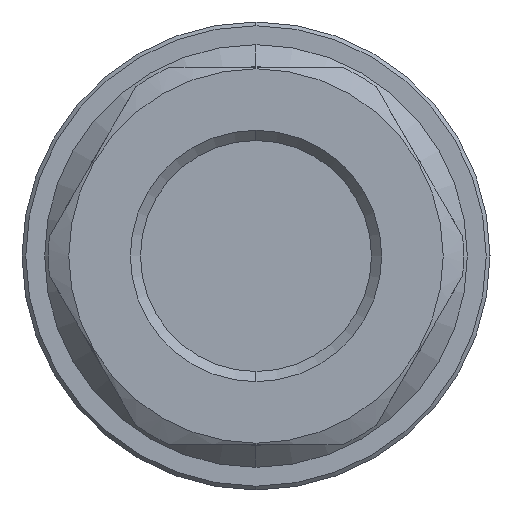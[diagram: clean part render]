
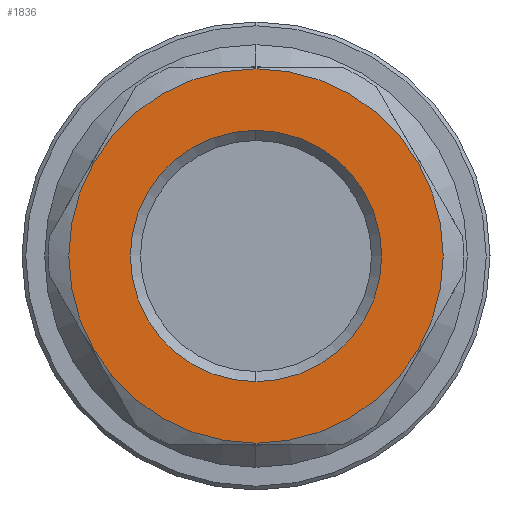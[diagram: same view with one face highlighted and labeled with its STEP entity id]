
A CAD part, left-side view. The second image highlights one B-rep face of the part: STEP entity #1836.
In plain terms, the highlighted planar face has unit normal (-1, 0, 0).
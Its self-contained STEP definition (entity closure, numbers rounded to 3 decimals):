
#213 = CARTESIAN_POINT ( 'NONE',  ( 0., 0., -24.8 ) ) ;
#214 = CARTESIAN_POINT ( 'NONE',  ( 0., 0., 24.8 ) ) ;
#229 = CARTESIAN_POINT ( 'NONE',  ( 0., 0., -16.65 ) ) ;
#230 = CARTESIAN_POINT ( 'NONE',  ( 0., 0., 16.65 ) ) ;
#402 = CIRCLE ( 'NONE', #3080, 16.65 ) ;
#404 = CIRCLE ( 'NONE', #3082, 24.8 ) ;
#1560 = PLANE ( 'NONE',  #3743 ) ;
#1561 = CARTESIAN_POINT ( 'NONE',  ( 0., 24.8, 0. ) ) ;
#1562 = DIRECTION ( 'NONE',  ( -1., 0., 0. ) ) ;
#1563 = DIRECTION ( 'NONE',  ( 0., 0., 1. ) ) ;
#1836 = ADVANCED_FACE ( 'NONE', ( #6390, #6391 ), #1560, .T. ) ;
#2078 = VERTEX_POINT ( 'NONE', #213 ) ;
#2079 = VERTEX_POINT ( 'NONE', #214 ) ;
#2094 = VERTEX_POINT ( 'NONE', #229 ) ;
#2095 = VERTEX_POINT ( 'NONE', #230 ) ;
#3026 = AXIS2_PLACEMENT_3D ( 'NONE', #8772, #8773, #8774 ) ;
#3036 = AXIS2_PLACEMENT_3D ( 'NONE', #8850, #8851, #8852 ) ;
#3080 = AXIS2_PLACEMENT_3D ( 'NONE', #7275, #7276, #7277 ) ;
#3082 = AXIS2_PLACEMENT_3D ( 'NONE', #7281, #7282, #7283 ) ;
#3486 = EDGE_CURVE ( 'NONE', #2078, #2079, #6925, .T. ) ;
#3505 = EDGE_CURVE ( 'NONE', #2095, #2094, #6945, .T. ) ;
#3578 = EDGE_CURVE ( 'NONE', #2094, #2095, #402, .T. ) ;
#3580 = EDGE_CURVE ( 'NONE', #2079, #2078, #404, .T. ) ;
#3743 = AXIS2_PLACEMENT_3D ( 'NONE', #1561, #1562, #1563 ) ;
#5425 = EDGE_LOOP ( 'NONE', ( #6037, #6038 ) ) ;
#5427 = EDGE_LOOP ( 'NONE', ( #6035, #6036 ) ) ;
#6035 = ORIENTED_EDGE ( 'NONE', *, *, #3505, .T. ) ;
#6036 = ORIENTED_EDGE ( 'NONE', *, *, #3578, .T. ) ;
#6037 = ORIENTED_EDGE ( 'NONE', *, *, #3486, .F. ) ;
#6038 = ORIENTED_EDGE ( 'NONE', *, *, #3580, .F. ) ;
#6390 = FACE_BOUND ( 'NONE', #5427, .T. ) ;
#6391 = FACE_OUTER_BOUND ( 'NONE', #5425, .T. ) ;
#6925 = CIRCLE ( 'NONE', #3026, 24.8 ) ;
#6945 = CIRCLE ( 'NONE', #3036, 16.65 ) ;
#7275 = CARTESIAN_POINT ( 'NONE',  ( 0., 0., 0. ) ) ;
#7276 = DIRECTION ( 'NONE',  ( 1., 0., 0. ) ) ;
#7277 = DIRECTION ( 'NONE',  ( 0., 0., -1. ) ) ;
#7281 = CARTESIAN_POINT ( 'NONE',  ( 0., 0., 0. ) ) ;
#7282 = DIRECTION ( 'NONE',  ( 1., 0., 0. ) ) ;
#7283 = DIRECTION ( 'NONE',  ( 0., 0., -1. ) ) ;
#8772 = CARTESIAN_POINT ( 'NONE',  ( 0., 0., 0. ) ) ;
#8773 = DIRECTION ( 'NONE',  ( 1., 0., 0. ) ) ;
#8774 = DIRECTION ( 'NONE',  ( 0., 0., -1. ) ) ;
#8850 = CARTESIAN_POINT ( 'NONE',  ( 0., 0., 0. ) ) ;
#8851 = DIRECTION ( 'NONE',  ( 1., 0., 0. ) ) ;
#8852 = DIRECTION ( 'NONE',  ( 0., 0., -1. ) ) ;
